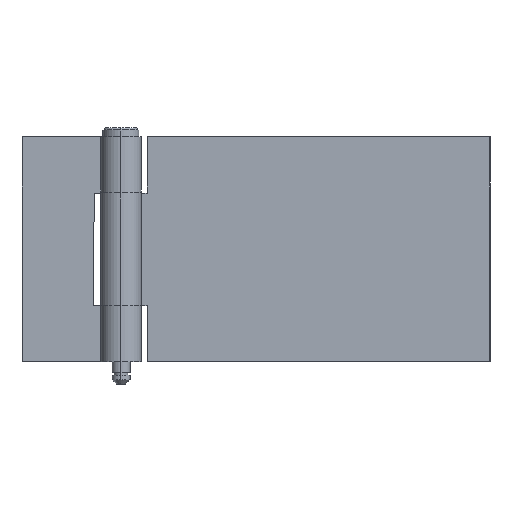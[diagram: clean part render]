
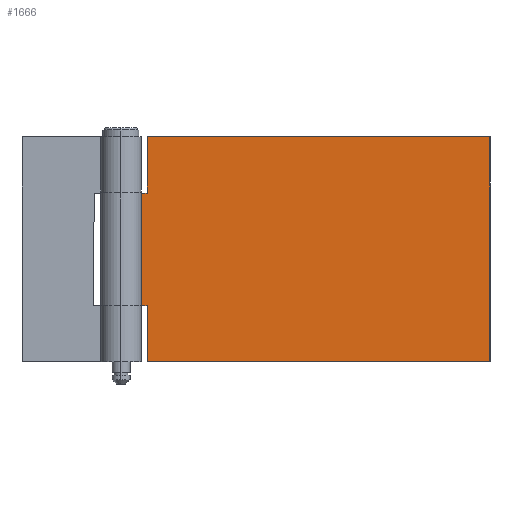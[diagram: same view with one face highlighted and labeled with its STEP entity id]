
A CAD part, top view. The second image highlights one B-rep face of the part: STEP entity #1666.
In plain terms, the highlighted face is planar.
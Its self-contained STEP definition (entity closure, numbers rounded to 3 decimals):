
#828 = CARTESIAN_POINT ( 'NONE',  ( 82., 50., 2.2 ) ) ;
#829 = CARTESIAN_POINT ( 'NONE',  ( 5.8, 50., 2.2 ) ) ;
#843 = CARTESIAN_POINT ( 'NONE',  ( 5.8, 0., 2.2 ) ) ;
#844 = CARTESIAN_POINT ( 'NONE',  ( 82., 0., 2.2 ) ) ;
#845 = DIRECTION ( 'NONE',  ( -1., 0., 0. ) ) ;
#846 = VECTOR ( 'NONE', #845, 1000. ) ;
#847 = CARTESIAN_POINT ( 'NONE',  ( 82., 0., 2.2 ) ) ;
#848 = LINE ( 'NONE', #847, #846 ) ;
#877 = DIRECTION ( 'NONE',  ( -1., 0., 0. ) ) ;
#878 = VECTOR ( 'NONE', #877, 1000. ) ;
#879 = CARTESIAN_POINT ( 'NONE',  ( 82., 50., 2.2 ) ) ;
#880 = LINE ( 'NONE', #879, #878 ) ;
#915 = CARTESIAN_POINT ( 'NONE',  ( 3.926, 12.5, 2.2 ) ) ;
#916 = DIRECTION ( 'NONE',  ( 0., -1., 0. ) ) ;
#917 = VECTOR ( 'NONE', #916, 1000. ) ;
#918 = CARTESIAN_POINT ( 'NONE',  ( 3.926, 50., 2.2 ) ) ;
#919 = LINE ( 'NONE', #918, #917 ) ;
#920 = CARTESIAN_POINT ( 'NONE',  ( 3.926, 37.5, 2.2 ) ) ;
#944 = CARTESIAN_POINT ( 'NONE',  ( 5.8, 12.5, 2.2 ) ) ;
#945 = CARTESIAN_POINT ( 'NONE',  ( 5.8, 37.5, 2.2 ) ) ;
#946 = DIRECTION ( 'NONE',  ( 0., -1., 0. ) ) ;
#947 = VECTOR ( 'NONE', #946, 1000. ) ;
#948 = CARTESIAN_POINT ( 'NONE',  ( 82., 50., 2.2 ) ) ;
#949 = LINE ( 'NONE', #948, #947 ) ;
#951 = DIRECTION ( 'NONE',  ( 1., 0., 0. ) ) ;
#952 = DIRECTION ( 'NONE',  ( 0., 0., 1. ) ) ;
#953 = CARTESIAN_POINT ( 'NONE',  ( 82., 50., 2.2 ) ) ;
#954 = AXIS2_PLACEMENT_3D ( 'NONE', #953, #952, #951 ) ;
#955 = PLANE ( 'NONE',  #954 ) ;
#956 = FACE_OUTER_BOUND ( 'NONE', #1632, .T. ) ;
#990 = DIRECTION ( 'NONE',  ( -1., 0., 0. ) ) ;
#991 = VECTOR ( 'NONE', #990, 1000. ) ;
#992 = CARTESIAN_POINT ( 'NONE',  ( 82., 12.5, 2.2 ) ) ;
#993 = LINE ( 'NONE', #992, #991 ) ;
#994 = DIRECTION ( 'NONE',  ( 0., 1., 0. ) ) ;
#995 = VECTOR ( 'NONE', #994, 1000. ) ;
#996 = CARTESIAN_POINT ( 'NONE',  ( 5.8, 50., 2.2 ) ) ;
#997 = LINE ( 'NONE', #996, #995 ) ;
#998 = DIRECTION ( 'NONE',  ( 0., 1., 0. ) ) ;
#999 = VECTOR ( 'NONE', #998, 1000. ) ;
#1000 = CARTESIAN_POINT ( 'NONE',  ( 5.8, 50., 2.2 ) ) ;
#1001 = LINE ( 'NONE', #1000, #999 ) ;
#1002 = DIRECTION ( 'NONE',  ( 1., 0., 0. ) ) ;
#1003 = VECTOR ( 'NONE', #1002, 1000. ) ;
#1004 = CARTESIAN_POINT ( 'NONE',  ( 82., 37.5, 2.2 ) ) ;
#1005 = LINE ( 'NONE', #1004, #1003 ) ;
#1595 = VERTEX_POINT ( 'NONE', #829 ) ;
#1596 = VERTEX_POINT ( 'NONE', #828 ) ;
#1621 = EDGE_CURVE ( 'NONE', #1623, #1624, #848, .T. ) ;
#1623 = VERTEX_POINT ( 'NONE', #844 ) ;
#1624 = VERTEX_POINT ( 'NONE', #843 ) ;
#1632 = EDGE_LOOP ( 'NONE', ( #1655, #1674, #1678, #1681, #1682, #1686, #1679, #1699 ) ) ;
#1639 = EDGE_CURVE ( 'NONE', #1596, #1595, #880, .T. ) ;
#1649 = VERTEX_POINT ( 'NONE', #920 ) ;
#1650 = EDGE_CURVE ( 'NONE', #1649, #1651, #919, .T. ) ;
#1651 = VERTEX_POINT ( 'NONE', #915 ) ;
#1655 = ORIENTED_EDGE ( 'NONE', *, *, #1680, .T. ) ;
#1666 = ADVANCED_FACE ( 'NONE', ( #956 ), #955, .F. ) ;
#1672 = EDGE_CURVE ( 'NONE', #1596, #1623, #949, .T. ) ;
#1673 = VERTEX_POINT ( 'NONE', #945 ) ;
#1674 = ORIENTED_EDGE ( 'NONE', *, *, #1685, .T. ) ;
#1675 = VERTEX_POINT ( 'NONE', #944 ) ;
#1678 = ORIENTED_EDGE ( 'NONE', *, *, #1639, .F. ) ;
#1679 = ORIENTED_EDGE ( 'NONE', *, *, #1688, .T. ) ;
#1680 = EDGE_CURVE ( 'NONE', #1649, #1673, #1005, .T. ) ;
#1681 = ORIENTED_EDGE ( 'NONE', *, *, #1672, .T. ) ;
#1682 = ORIENTED_EDGE ( 'NONE', *, *, #1621, .T. ) ;
#1685 = EDGE_CURVE ( 'NONE', #1673, #1595, #1001, .T. ) ;
#1686 = ORIENTED_EDGE ( 'NONE', *, *, #1687, .T. ) ;
#1687 = EDGE_CURVE ( 'NONE', #1624, #1675, #997, .T. ) ;
#1688 = EDGE_CURVE ( 'NONE', #1675, #1651, #993, .T. ) ;
#1699 = ORIENTED_EDGE ( 'NONE', *, *, #1650, .F. ) ;
